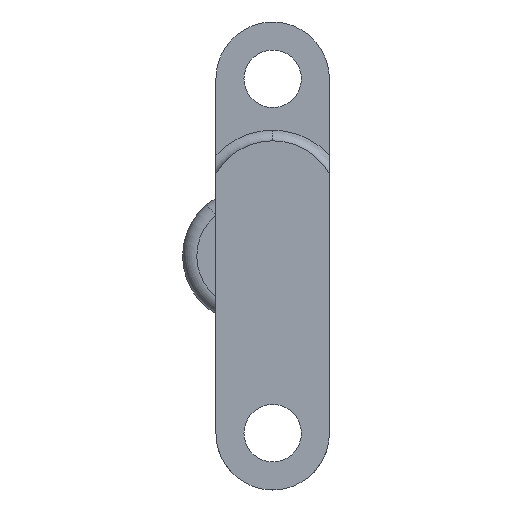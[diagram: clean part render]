
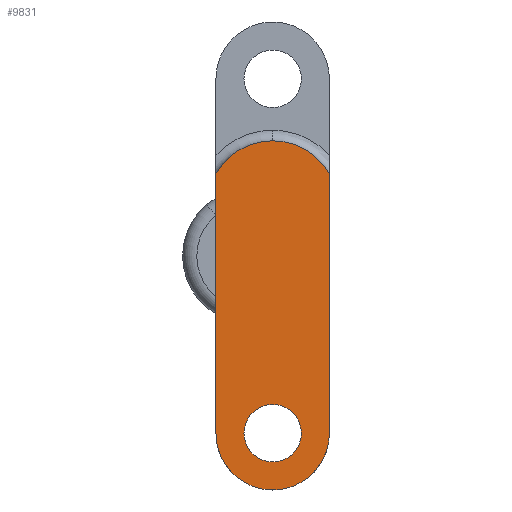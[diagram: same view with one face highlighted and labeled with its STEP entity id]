
A CAD part, left-side view. The second image highlights one B-rep face of the part: STEP entity #9831.
In plain terms, the highlighted planar face has unit normal (-1, 0, 0).
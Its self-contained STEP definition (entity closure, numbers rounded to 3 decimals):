
#280 = CARTESIAN_POINT ( 'NONE',  ( -118.342, 4.761, 11.65 ) ) ;
#1060 = CIRCLE ( 'NONE', #13750, 9.257 ) ;
#1248 = CARTESIAN_POINT ( 'NONE',  ( -118.342, 12.761, 6.993 ) ) ;
#1253 = DIRECTION ( 'NONE',  ( 0., 0., -1. ) ) ;
#1457 = CIRCLE ( 'NONE', #8320, 4.05 ) ;
#1644 = ORIENTED_EDGE ( 'NONE', *, *, #2094, .F. ) ;
#1694 = EDGE_LOOP ( 'NONE', ( #6228, #1644, #12132, #14789, #9952, #13828 ) ) ;
#2094 = EDGE_CURVE ( 'NONE', #15147, #9255, #1060, .T. ) ;
#2206 = FACE_BOUND ( 'NONE', #2479, .T. ) ;
#2479 = EDGE_LOOP ( 'NONE', ( #3947, #7574 ) ) ;
#2565 = VECTOR ( 'NONE', #11201, 1000. ) ;
#2717 = CARTESIAN_POINT ( 'NONE',  ( -118.342, 20.761, -33. ) ) ;
#3159 = VERTEX_POINT ( 'NONE', #14371 ) ;
#3332 = CARTESIAN_POINT ( 'NONE',  ( -118.342, 12.761, 6.993 ) ) ;
#3613 = AXIS2_PLACEMENT_3D ( 'NONE', #15492, #6933, #4604 ) ;
#3719 = EDGE_CURVE ( 'NONE', #10903, #15479, #6218, .T. ) ;
#3947 = ORIENTED_EDGE ( 'NONE', *, *, #4488, .F. ) ;
#4091 = CARTESIAN_POINT ( 'NONE',  ( -118.342, 12.761, -33. ) ) ;
#4359 = DIRECTION ( 'NONE',  ( 1., 0., 0. ) ) ;
#4488 = EDGE_CURVE ( 'NONE', #3159, #5070, #14452, .T. ) ;
#4604 = DIRECTION ( 'NONE',  ( 0., 0., -1. ) ) ;
#4746 = DIRECTION ( 'NONE',  ( -1., 0., 0. ) ) ;
#4918 = CARTESIAN_POINT ( 'NONE',  ( -118.342, 12.761, -25. ) ) ;
#5034 = VERTEX_POINT ( 'NONE', #13984 ) ;
#5070 = VERTEX_POINT ( 'NONE', #9116 ) ;
#5511 = VERTEX_POINT ( 'NONE', #4091 ) ;
#5583 = AXIS2_PLACEMENT_3D ( 'NONE', #14010, #7005, #6842 ) ;
#6218 = LINE ( 'NONE', #2717, #7715 ) ;
#6228 = ORIENTED_EDGE ( 'NONE', *, *, #15113, .T. ) ;
#6842 = DIRECTION ( 'NONE',  ( 0., 0., 1. ) ) ;
#6933 = DIRECTION ( 'NONE',  ( -1., 0., 0. ) ) ;
#7005 = DIRECTION ( 'NONE',  ( -1., 0., 0. ) ) ;
#7049 = CARTESIAN_POINT ( 'NONE',  ( -118.342, 20.761, -33. ) ) ;
#7437 = DIRECTION ( 'NONE',  ( 0., 0., 1. ) ) ;
#7523 = DIRECTION ( 'NONE',  ( 1., 0., 0. ) ) ;
#7560 = CIRCLE ( 'NONE', #14902, 8. ) ;
#7574 = ORIENTED_EDGE ( 'NONE', *, *, #9362, .F. ) ;
#7715 = VECTOR ( 'NONE', #7437, 1000. ) ;
#7979 = CARTESIAN_POINT ( 'NONE',  ( -118.342, 12.761, -25. ) ) ;
#8320 = AXIS2_PLACEMENT_3D ( 'NONE', #7979, #9133, #12882 ) ;
#9116 = CARTESIAN_POINT ( 'NONE',  ( -118.342, 12.761, -29.05 ) ) ;
#9133 = DIRECTION ( 'NONE',  ( -1., 0., 0. ) ) ;
#9255 = VERTEX_POINT ( 'NONE', #280 ) ;
#9299 = CARTESIAN_POINT ( 'NONE',  ( -118.342, 20.761, 11.65 ) ) ;
#9362 = EDGE_CURVE ( 'NONE', #5070, #3159, #1457, .T. ) ;
#9371 = AXIS2_PLACEMENT_3D ( 'NONE', #3332, #14596, #1253 ) ;
#9523 = EDGE_CURVE ( 'NONE', #5511, #5034, #7560, .T. ) ;
#9755 = DIRECTION ( 'NONE',  ( 0., 0., -1. ) ) ;
#9831 = ADVANCED_FACE ( 'NONE', ( #13097, #2206 ), #15242, .F. ) ;
#9952 = ORIENTED_EDGE ( 'NONE', *, *, #10621, .T. ) ;
#10488 = CIRCLE ( 'NONE', #3613, 8. ) ;
#10621 = EDGE_CURVE ( 'NONE', #10903, #5511, #10488, .T. ) ;
#10903 = VERTEX_POINT ( 'NONE', #11005 ) ;
#11005 = CARTESIAN_POINT ( 'NONE',  ( -118.342, 20.761, -25. ) ) ;
#11201 = DIRECTION ( 'NONE',  ( 0., 0., 1. ) ) ;
#12132 = ORIENTED_EDGE ( 'NONE', *, *, #12721, .F. ) ;
#12250 = CARTESIAN_POINT ( 'NONE',  ( -118.342, 4.761, -33. ) ) ;
#12568 = LINE ( 'NONE', #12250, #2565 ) ;
#12721 = EDGE_CURVE ( 'NONE', #15479, #15147, #15206, .T. ) ;
#12864 = DIRECTION ( 'NONE',  ( 0., 0., -1. ) ) ;
#12882 = DIRECTION ( 'NONE',  ( 0., 0., 1. ) ) ;
#13097 = FACE_OUTER_BOUND ( 'NONE', #1694, .T. ) ;
#13750 = AXIS2_PLACEMENT_3D ( 'NONE', #1248, #7523, #14592 ) ;
#13828 = ORIENTED_EDGE ( 'NONE', *, *, #9523, .T. ) ;
#13848 = CARTESIAN_POINT ( 'NONE',  ( -118.342, 12.761, 16.25 ) ) ;
#13984 = CARTESIAN_POINT ( 'NONE',  ( -118.342, 4.761, -25. ) ) ;
#14010 = CARTESIAN_POINT ( 'NONE',  ( -118.342, 12.761, -25. ) ) ;
#14371 = CARTESIAN_POINT ( 'NONE',  ( -118.342, 12.761, -20.95 ) ) ;
#14452 = CIRCLE ( 'NONE', #5583, 4.05 ) ;
#14592 = DIRECTION ( 'NONE',  ( 0., 0., -1. ) ) ;
#14596 = DIRECTION ( 'NONE',  ( 1., 0., 0. ) ) ;
#14789 = ORIENTED_EDGE ( 'NONE', *, *, #3719, .F. ) ;
#14902 = AXIS2_PLACEMENT_3D ( 'NONE', #4918, #4746, #9755 ) ;
#15113 = EDGE_CURVE ( 'NONE', #5034, #9255, #12568, .T. ) ;
#15147 = VERTEX_POINT ( 'NONE', #13848 ) ;
#15206 = CIRCLE ( 'NONE', #9371, 9.257 ) ;
#15242 = PLANE ( 'NONE',  #15533 ) ;
#15479 = VERTEX_POINT ( 'NONE', #9299 ) ;
#15492 = CARTESIAN_POINT ( 'NONE',  ( -118.342, 12.761, -25. ) ) ;
#15533 = AXIS2_PLACEMENT_3D ( 'NONE', #7049, #4359, #12864 ) ;
